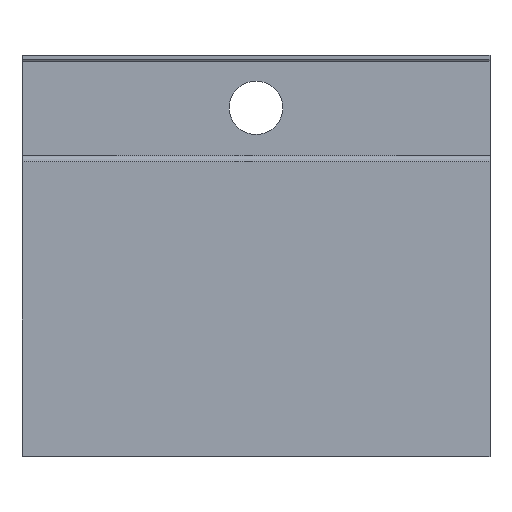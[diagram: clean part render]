
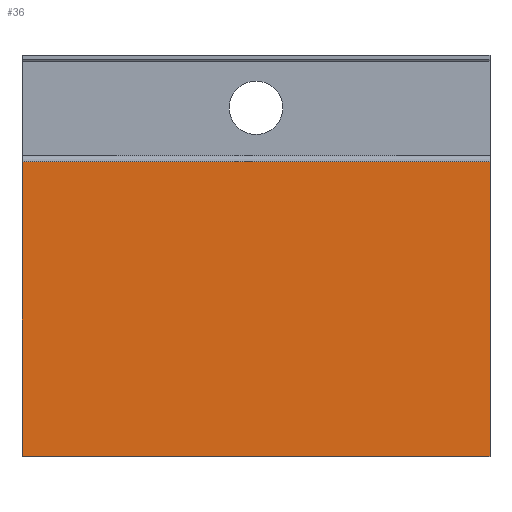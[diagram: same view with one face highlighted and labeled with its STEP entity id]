
A CAD part, top view. The second image highlights one B-rep face of the part: STEP entity #36.
In plain terms, the highlighted planar face has unit normal (0, 0, 1).
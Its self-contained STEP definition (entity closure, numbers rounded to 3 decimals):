
#36=ADVANCED_FACE('',(#70),#593,.T.);
#70=FACE_OUTER_BOUND('',#104,.T.);
#104=EDGE_LOOP('',(#165,#166,#167,#168));
#165=ORIENTED_EDGE('',*,*,#331,.T.);
#166=ORIENTED_EDGE('',*,*,#332,.T.);
#167=ORIENTED_EDGE('',*,*,#333,.F.);
#168=ORIENTED_EDGE('',*,*,#329,.F.);
#329=EDGE_CURVE('',#529,#530,#493,.T.);
#331=EDGE_CURVE('',#529,#531,#495,.T.);
#332=EDGE_CURVE('',#531,#532,#496,.T.);
#333=EDGE_CURVE('',#530,#532,#497,.T.);
#493=(
BOUNDED_CURVE()
B_SPLINE_CURVE(1,(#895,#896),.UNSPECIFIED.,.F.,.F.)
B_SPLINE_CURVE_WITH_KNOTS((2,2),(0.,350.),.UNSPECIFIED.)
CURVE()
GEOMETRIC_REPRESENTATION_ITEM()
RATIONAL_B_SPLINE_CURVE((1.,1.))
REPRESENTATION_ITEM('')
);
#495=(
BOUNDED_CURVE()
B_SPLINE_CURVE(2,(#900,#901,#902),.UNSPECIFIED.,.F.,.F.)
B_SPLINE_CURVE_WITH_KNOTS((3,3),(-378.069,-157.569),
 .UNSPECIFIED.)
CURVE()
GEOMETRIC_REPRESENTATION_ITEM()
RATIONAL_B_SPLINE_CURVE((1.,1.,1.))
REPRESENTATION_ITEM('')
);
#496=(
BOUNDED_CURVE()
B_SPLINE_CURVE(1,(#903,#904),.UNSPECIFIED.,.F.,.F.)
B_SPLINE_CURVE_WITH_KNOTS((2,2),(0.,350.),.UNSPECIFIED.)
CURVE()
GEOMETRIC_REPRESENTATION_ITEM()
RATIONAL_B_SPLINE_CURVE((1.,1.))
REPRESENTATION_ITEM('')
);
#497=(
BOUNDED_CURVE()
B_SPLINE_CURVE(2,(#905,#906,#907),.UNSPECIFIED.,.F.,.F.)
B_SPLINE_CURVE_WITH_KNOTS((3,3),(-378.069,-157.569),
 .UNSPECIFIED.)
CURVE()
GEOMETRIC_REPRESENTATION_ITEM()
RATIONAL_B_SPLINE_CURVE((1.,1.,1.))
REPRESENTATION_ITEM('')
);
#529=VERTEX_POINT('',#856);
#530=VERTEX_POINT('',#857);
#531=VERTEX_POINT('',#858);
#532=VERTEX_POINT('',#859);
#593=PLANE('',#706);
#706=AXIS2_PLACEMENT_3D('',#841,#762,$);
#762=DIRECTION('',(0.,0.,1.));
#841=CARTESIAN_POINT('',(-547.441,-197.071,-192.411));
#856=CARTESIAN_POINT('',(-547.441,-197.071,-192.411));
#857=CARTESIAN_POINT('',(-897.441,-197.071,-192.411));
#858=CARTESIAN_POINT('',(-547.441,23.429,-192.411));
#859=CARTESIAN_POINT('',(-897.441,23.429,-192.411));
#895=CARTESIAN_POINT('',(-547.441,-197.071,-192.411));
#896=CARTESIAN_POINT('',(-897.441,-197.071,-192.411));
#900=CARTESIAN_POINT('',(-547.441,-197.071,-192.411));
#901=CARTESIAN_POINT('',(-547.441,-86.821,-192.411));
#902=CARTESIAN_POINT('',(-547.441,23.429,-192.411));
#903=CARTESIAN_POINT('',(-547.441,23.429,-192.411));
#904=CARTESIAN_POINT('',(-897.441,23.429,-192.411));
#905=CARTESIAN_POINT('',(-897.441,-197.071,-192.411));
#906=CARTESIAN_POINT('',(-897.441,-86.821,-192.411));
#907=CARTESIAN_POINT('',(-897.441,23.429,-192.411));
